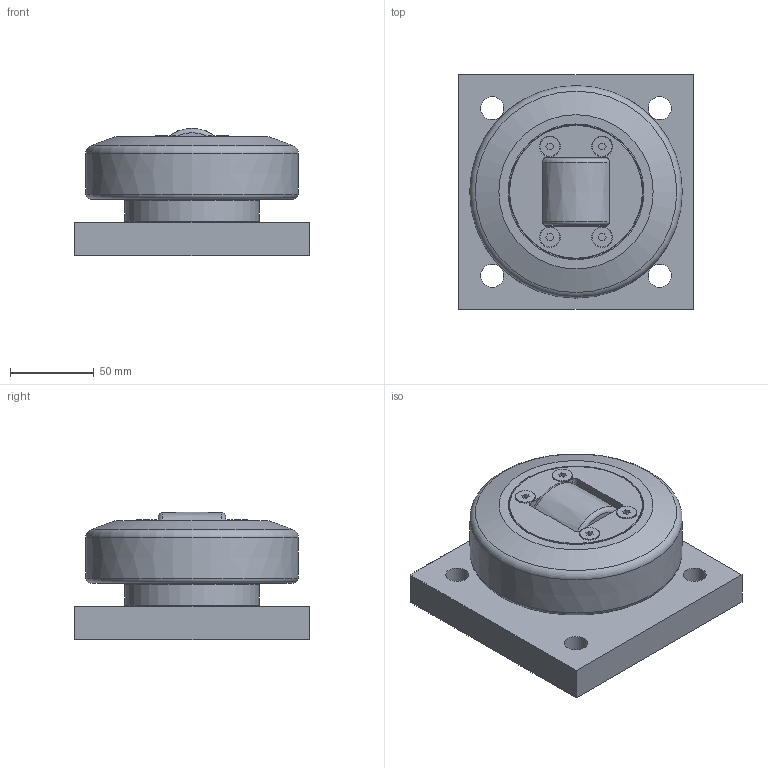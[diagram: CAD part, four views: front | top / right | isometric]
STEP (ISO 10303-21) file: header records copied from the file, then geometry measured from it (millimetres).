
FILE_DESCRIPTION(/* description */ ('-'),/* implementation_level */ '2;1');
FILE_NAME(/* name */ 'ALFATEC_XTR120-0200BQ1000.stp',/* time_stamp */ '2021-01-28T07:47:22+01:00',/* author */ ('kstaebler'),/* organization */ (''),/* preprocessor_version */ 'ST-DEVELOPER v18.1',/* originating_system */ 'Autodesk Inventor 2020',/* authorisation */ '');
FILE_SCHEMA (('AUTOMOTIVE_DESIGN { 1 0 10303 214 3 1 1 }'));
Length unit declared in the file: millimetre
Products named in the file (1): XTR 120.0200 BQ1000_Kontur
Bounding box: 140 x 140 x 76 mm (x, y, z)
Volume: 801457 mm3; surface area: 132237.8 mm2
Topology: 3 solids, 3 shells, 143 faces, 425 edges, 302 vertices
Faces by surface type: plane 68, cylinder 48, cone 11, torus 9, bspline 7
Full cylindrical faces by diameter (mm): 3 x5, 4.917 x1, 11.7 x4, 13.835 x4, 22.3 x1, 29.3 x1, 33.5 x2, 69.5 x1, 71 x1, 79 x1, 79.8 x1, 80 x2, 81 x1, 84.5 x2, 87 x1, 89.5 x2, 95 x1
Entity records: 5966 total; most frequent: CARTESIAN_POINT 1772, ORIENTED_EDGE 848, DIRECTION 813, EDGE_CURVE 424, AXIS2_PLACEMENT_3D 320, VERTEX_POINT 302, EDGE_LOOP 188, CIRCLE 175
